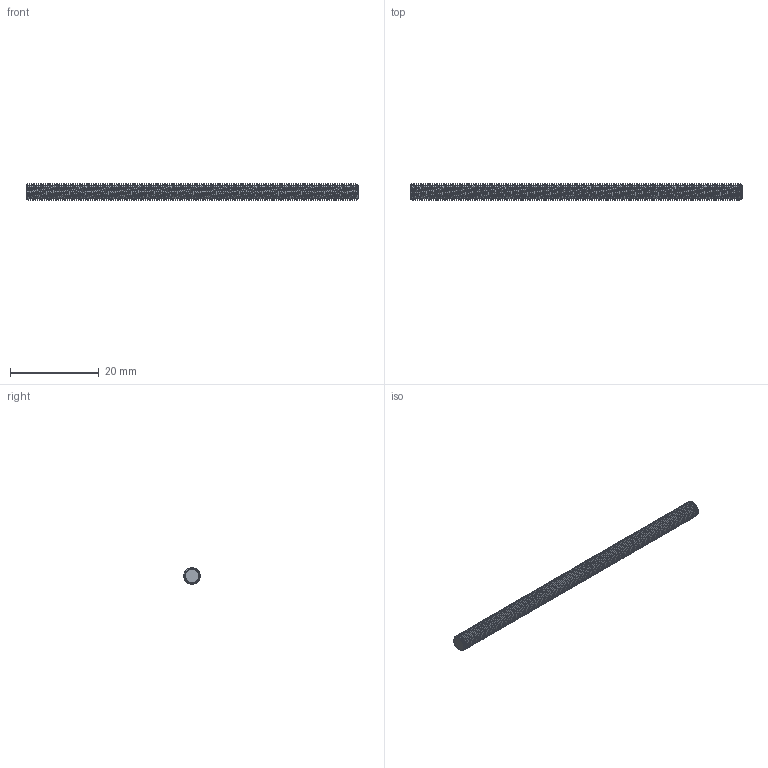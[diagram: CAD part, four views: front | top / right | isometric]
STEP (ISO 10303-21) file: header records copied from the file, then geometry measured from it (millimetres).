
FILE_DESCRIPTION (( 'STEP AP203' ), '1' );
FILE_NAME ('98861A050.step', '2016-08-03T16:07:30', ( '' ), ( '' ), 'SwSTEP 2.0', 'SolidWorks 2010', '' );
FILE_SCHEMA (( 'CONFIG_CONTROL_DESIGN' ));
Length unit declared in the file: millimetre
Products named in the file (1): 98861A050
Bounding box: 75 x 3.65 x 3.65 mm (x, y, z)
Volume: 654.8 mm3; surface area: 1400.3 mm2
Topology: 1 solids, 1 shells, 387 faces, 1151 edges, 766 vertices
Faces by surface type: cylinder 377, cone 6, plane 2, bspline 2
Entity records: 28081 total; most frequent: CARTESIAN_POINT 19895, ORIENTED_EDGE 2302, DIRECTION 1168, EDGE_CURVE 1151, VERTEX_POINT 766, AXIS2_PLACEMENT_3D 394, EDGE_LOOP 387, ADVANCED_FACE 387
